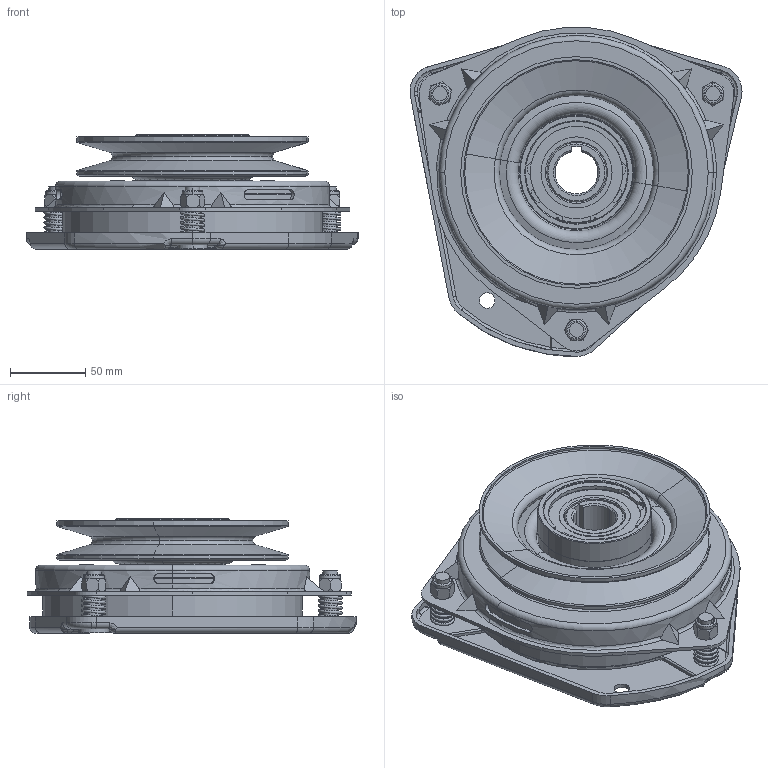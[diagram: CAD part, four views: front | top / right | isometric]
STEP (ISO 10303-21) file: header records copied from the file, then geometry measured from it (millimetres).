
FILE_DESCRIPTION (( 'STEP AP203' ), '1' );
FILE_NAME ('52623200_MGCL&BR.STEP', '2016-08-30T05:38:00', ( '' ), ( '' ), 'SwSTEP 2.0', 'SolidWorks 2014', '' );
FILE_SCHEMA (( 'CONFIG_CONTROL_DESIGN' ));
Length unit declared in the file: millimetre
Products named in the file (1): 52623200_MGCL&BR
Bounding box: 221.3 x 219.31 x 76.12 mm (x, y, z)
Volume: 1205150.8 mm3; surface area: 275472.4 mm2
Topology: 1 solids, 18 shells, 892 faces, 2210 edges, 1378 vertices
Faces by surface type: plane 326, cylinder 303, torus 145, cone 94, bspline 24
Entity records: 32754 total; most frequent: CARTESIAN_POINT 11048, DIRECTION 4818, ORIENTED_EDGE 4360, EDGE_CURVE 2180, AXIS2_PLACEMENT_3D 1940, VERTEX_POINT 1378, CIRCLE 1071, EDGE_LOOP 1038
